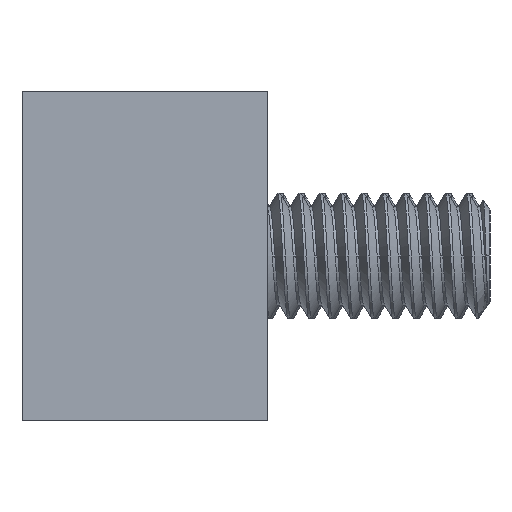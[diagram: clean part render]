
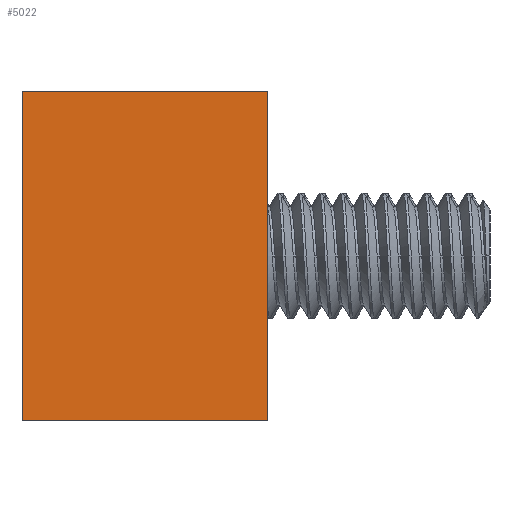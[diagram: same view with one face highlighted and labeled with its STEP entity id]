
A CAD part, left-side view. The second image highlights one B-rep face of the part: STEP entity #5022.
In plain terms, the highlighted planar face has unit normal (-1, 0, 0).
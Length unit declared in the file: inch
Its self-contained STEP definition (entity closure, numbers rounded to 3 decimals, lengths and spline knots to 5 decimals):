
#123 = CARTESIAN_POINT ( 'NONE',  ( 0., 0., 0. ) ) ;
#283 = CARTESIAN_POINT ( 'NONE',  ( 0., 0., 0. ) ) ;
#312 = VECTOR ( 'NONE', #3391, 39.37008 ) ;
#413 = CARTESIAN_POINT ( 'NONE',  ( 0., 0., 0. ) ) ;
#455 = EDGE_CURVE ( 'NONE', #1736, #3942, #3566, .T. ) ;
#499 = ORIENTED_EDGE ( 'NONE', *, *, #455, .F. ) ;
#522 = DIRECTION ( 'NONE',  ( 0., 1., 0. ) ) ;
#611 = CARTESIAN_POINT ( 'NONE',  ( 0., 0.72992, 0. ) ) ;
#852 = ORIENTED_EDGE ( 'NONE', *, *, #4684, .T. ) ;
#935 = ORIENTED_EDGE ( 'NONE', *, *, #1181, .F. ) ;
#1006 = DIRECTION ( 'NONE',  ( -1., 0., 0. ) ) ;
#1181 = EDGE_CURVE ( 'NONE', #3942, #2083, #2218, .T. ) ;
#1320 = VECTOR ( 'NONE', #4973, 39.37008 ) ;
#1574 = CARTESIAN_POINT ( 'NONE',  ( 0., 0., -0.97992 ) ) ;
#1736 = VERTEX_POINT ( 'NONE', #413 ) ;
#2083 = VERTEX_POINT ( 'NONE', #5547 ) ;
#2218 = LINE ( 'NONE', #4067, #1320 ) ;
#2333 = PLANE ( 'NONE',  #5024 ) ;
#2338 = LINE ( 'NONE', #3620, #3372 ) ;
#2369 = EDGE_LOOP ( 'NONE', ( #852, #4979, #935, #499 ) ) ;
#3306 = VECTOR ( 'NONE', #4609, 39.37008 ) ;
#3372 = VECTOR ( 'NONE', #522, 39.37008 ) ;
#3391 = DIRECTION ( 'NONE',  ( 0., 0., -1. ) ) ;
#3566 = LINE ( 'NONE', #283, #312 ) ;
#3620 = CARTESIAN_POINT ( 'NONE',  ( 0., 0., 0. ) ) ;
#3942 = VERTEX_POINT ( 'NONE', #1574 ) ;
#4067 = CARTESIAN_POINT ( 'NONE',  ( 0., 0., -0.97992 ) ) ;
#4123 = DIRECTION ( 'NONE',  ( 0., 0., 1. ) ) ;
#4218 = FACE_OUTER_BOUND ( 'NONE', #2369, .T. ) ;
#4324 = EDGE_CURVE ( 'NONE', #5600, #2083, #4919, .T. ) ;
#4609 = DIRECTION ( 'NONE',  ( 0., 0., -1. ) ) ;
#4684 = EDGE_CURVE ( 'NONE', #1736, #5600, #2338, .T. ) ;
#4919 = LINE ( 'NONE', #611, #3306 ) ;
#4973 = DIRECTION ( 'NONE',  ( 0., 1., 0. ) ) ;
#4979 = ORIENTED_EDGE ( 'NONE', *, *, #4324, .T. ) ;
#5022 = ADVANCED_FACE ( 'NONE', ( #4218 ), #2333, .T. ) ;
#5024 = AXIS2_PLACEMENT_3D ( 'NONE', #123, #1006, #4123 ) ;
#5042 = CARTESIAN_POINT ( 'NONE',  ( 0., 0.72992, 0. ) ) ;
#5547 = CARTESIAN_POINT ( 'NONE',  ( 0., 0.72992, -0.97992 ) ) ;
#5600 = VERTEX_POINT ( 'NONE', #5042 ) ;
